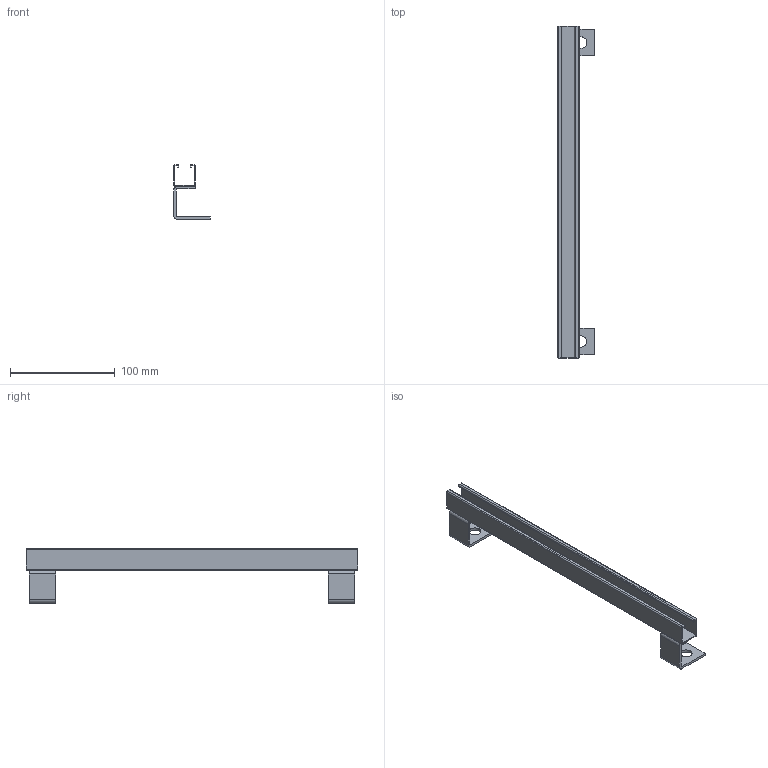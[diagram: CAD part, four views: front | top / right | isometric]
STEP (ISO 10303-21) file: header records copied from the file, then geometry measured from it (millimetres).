
FILE_DESCRIPTION (( 'STEP AP214' ), '1' );
FILE_NAME ('18B216.STEP', '2019-09-13T17:47:52', ( '' ), ( '' ), 'SwSTEP 2.0', 'SolidWorks 2018', '' );
FILE_SCHEMA (( 'AUTOMOTIVE_DESIGN' ));
Length unit declared in the file: inch
Products named in the file (1): 18B216
Bounding box: 34.95 x 317.5 x 52.4 mm (x, y, z)
Volume: 31540.9 mm3; surface area: 53363.9 mm2
Topology: 3 solids, 3 shells, 60 faces, 162 edges, 108 vertices
Faces by surface type: plane 38, cylinder 22
Full cylindrical faces by diameter (mm): 11.1 x2
Entity records: 2730 total; most frequent: CARTESIAN_POINT 329, DIRECTION 326, ORIENTED_EDGE 320, EDGE_CURVE 160, LINE 116, VECTOR 116, VERTEX_POINT 108, AXIS2_PLACEMENT_3D 105
